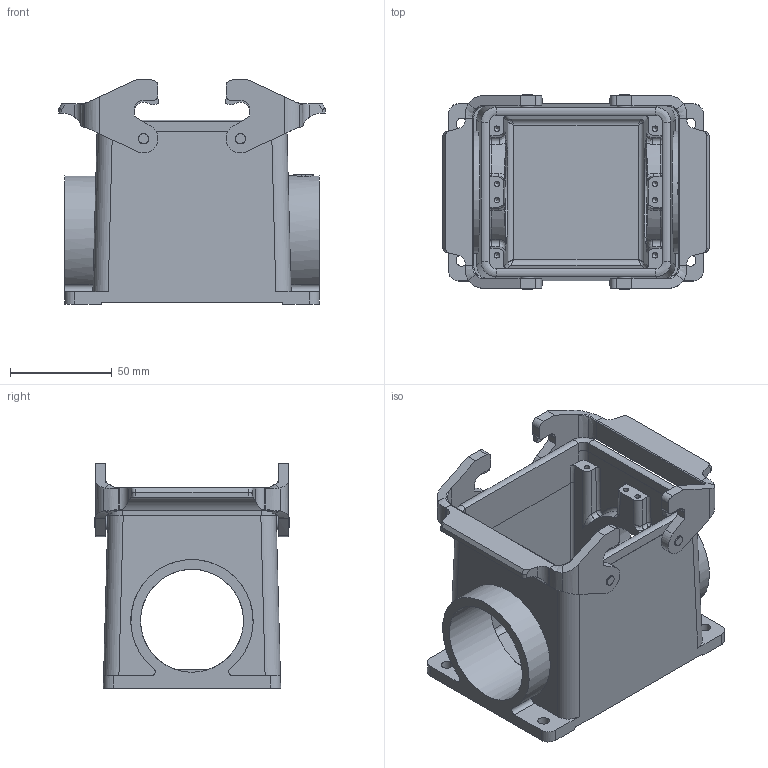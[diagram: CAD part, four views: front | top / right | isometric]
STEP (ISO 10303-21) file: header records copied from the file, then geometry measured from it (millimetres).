
FILE_DESCRIPTION((''),'2;1');
FILE_NAME('05300320267.stp','2020-07-17T10:26:38',('e.eickhoff'),(''),'Autodesk Inventor 2012','Autodesk Inventor 2012','');
FILE_SCHEMA(('AUTOMOTIVE_DESIGN { 1 0 10303 214 1 1 1 1 }'));
Length unit declared in the file: millimetre
Products named in the file (1): 05300320267
Bounding box: 130.5 x 95.67 x 109.9 mm (x, y, z)
Volume: 273453.4 mm3; surface area: 99487.6 mm2
Topology: 3 solids, 3 shells, 475 faces, 1325 edges, 856 vertices
Faces by surface type: plane 231, cylinder 150, bspline 70, torus 12, cone 12
Full cylindrical faces by diameter (mm): 0.671 x1, 0.984 x1, 2.74 x8, 4.8 x4, 5.1 x4, 5.6 x4, 7 x4, 50.5 x2
Entity records: 18284 total; most frequent: CARTESIAN_POINT 6223, ORIENTED_EDGE 2486, DIRECTION 2313, EDGE_CURVE 1243, VERTEX_POINT 824, AXIS2_PLACEMENT_3D 796, VECTOR 721, LINE 721
